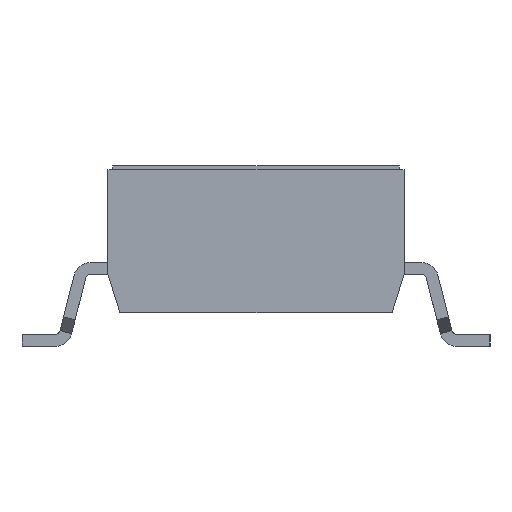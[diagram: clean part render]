
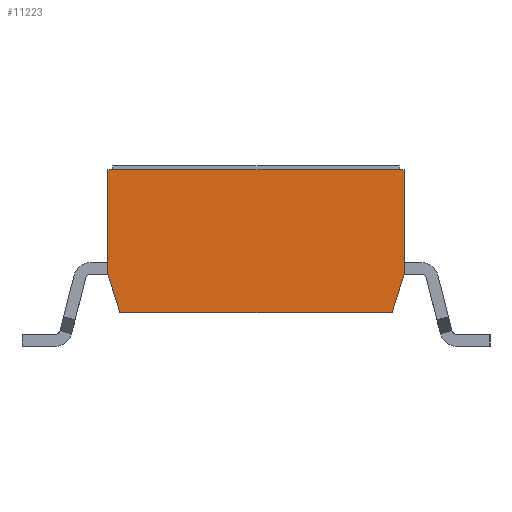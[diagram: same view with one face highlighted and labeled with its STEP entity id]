
A CAD part, left-side view. The second image highlights one B-rep face of the part: STEP entity #11223.
In plain terms, the highlighted planar face has unit normal (-1, 0, 0).
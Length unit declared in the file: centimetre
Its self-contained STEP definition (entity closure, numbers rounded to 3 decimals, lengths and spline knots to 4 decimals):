
#881=FACE_OUTER_BOUND('',#1497,.T.);
#1497=EDGE_LOOP('',(#9776,#9777,#9778,#9779,#9780,#9781,#9782,#9783));
#2821=LINE('',#18034,#4227);
#2822=LINE('',#18037,#4228);
#2823=LINE('',#18039,#4229);
#2824=LINE('',#18041,#4230);
#2825=LINE('',#18043,#4231);
#2826=LINE('',#18045,#4232);
#2827=LINE('',#18047,#4233);
#2828=LINE('',#18048,#4234);
#4227=VECTOR('',#14834,1.);
#4228=VECTOR('',#14837,1.);
#4229=VECTOR('',#14838,1.);
#4230=VECTOR('',#14839,1.);
#4231=VECTOR('',#14840,1.);
#4232=VECTOR('',#14841,1.);
#4233=VECTOR('',#14842,1.);
#4234=VECTOR('',#14843,1.);
#5286=VERTEX_POINT('',#18027);
#5289=VERTEX_POINT('',#18032);
#5290=VERTEX_POINT('',#18036);
#5291=VERTEX_POINT('',#18038);
#5292=VERTEX_POINT('',#18040);
#5293=VERTEX_POINT('',#18042);
#5294=VERTEX_POINT('',#18044);
#5295=VERTEX_POINT('',#18046);
#6817=EDGE_CURVE('',#5289,#5286,#2821,.T.);
#6818=EDGE_CURVE('',#5290,#5286,#2822,.T.);
#6819=EDGE_CURVE('',#5289,#5291,#2823,.T.);
#6820=EDGE_CURVE('',#5291,#5292,#2824,.T.);
#6821=EDGE_CURVE('',#5292,#5293,#2825,.T.);
#6822=EDGE_CURVE('',#5293,#5294,#2826,.T.);
#6823=EDGE_CURVE('',#5294,#5295,#2827,.T.);
#6824=EDGE_CURVE('',#5290,#5295,#2828,.T.);
#9776=ORIENTED_EDGE('',*,*,#6818,.T.);
#9777=ORIENTED_EDGE('',*,*,#6817,.F.);
#9778=ORIENTED_EDGE('',*,*,#6819,.T.);
#9779=ORIENTED_EDGE('',*,*,#6820,.T.);
#9780=ORIENTED_EDGE('',*,*,#6821,.T.);
#9781=ORIENTED_EDGE('',*,*,#6822,.T.);
#9782=ORIENTED_EDGE('',*,*,#6823,.T.);
#9783=ORIENTED_EDGE('',*,*,#6824,.F.);
#10627=PLANE('',#12030);
#11223=ADVANCED_FACE('',(#881),#10627,.T.);
#12030=AXIS2_PLACEMENT_3D('',#18035,#14835,#14836);
#14834=DIRECTION('',(0.,1.,0.));
#14835=DIRECTION('center_axis',(-1.,0.,0.));
#14836=DIRECTION('ref_axis',(0.,0.,1.));
#14837=DIRECTION('',(0.,-0.298,-0.954));
#14838=DIRECTION('',(0.,-0.298,0.954));
#14839=DIRECTION('',(0.,0.,1.));
#14840=DIRECTION('',(0.,1.,0.));
#14841=DIRECTION('',(0.,1.,0.));
#14842=DIRECTION('',(0.,1.,0.));
#14843=DIRECTION('',(0.,0.,1.));
#18027=CARTESIAN_POINT('',(-1.571,0.285,0.));
#18032=CARTESIAN_POINT('',(-1.571,-0.285,0.));
#18034=CARTESIAN_POINT('',(-1.571,-0.31,0.));
#18035=CARTESIAN_POINT('Origin',(-1.571,-0.31,0.));
#18036=CARTESIAN_POINT('',(-1.571,0.31,0.08));
#18037=CARTESIAN_POINT('',(-1.571,0.271,-0.0447));
#18038=CARTESIAN_POINT('',(-1.571,-0.31,0.08));
#18039=CARTESIAN_POINT('',(-1.571,-0.2861,0.0036));
#18040=CARTESIAN_POINT('',(-1.571,-0.31,0.3));
#18041=CARTESIAN_POINT('',(-1.571,-0.31,0.));
#18042=CARTESIAN_POINT('',(-1.571,-0.3,0.3));
#18043=CARTESIAN_POINT('',(-1.571,-0.31,0.3));
#18044=CARTESIAN_POINT('',(-1.571,0.3,0.3));
#18045=CARTESIAN_POINT('',(-1.571,-0.31,0.3));
#18046=CARTESIAN_POINT('',(-1.571,0.31,0.3));
#18047=CARTESIAN_POINT('',(-1.571,-0.31,0.3));
#18048=CARTESIAN_POINT('',(-1.571,0.31,0.));
